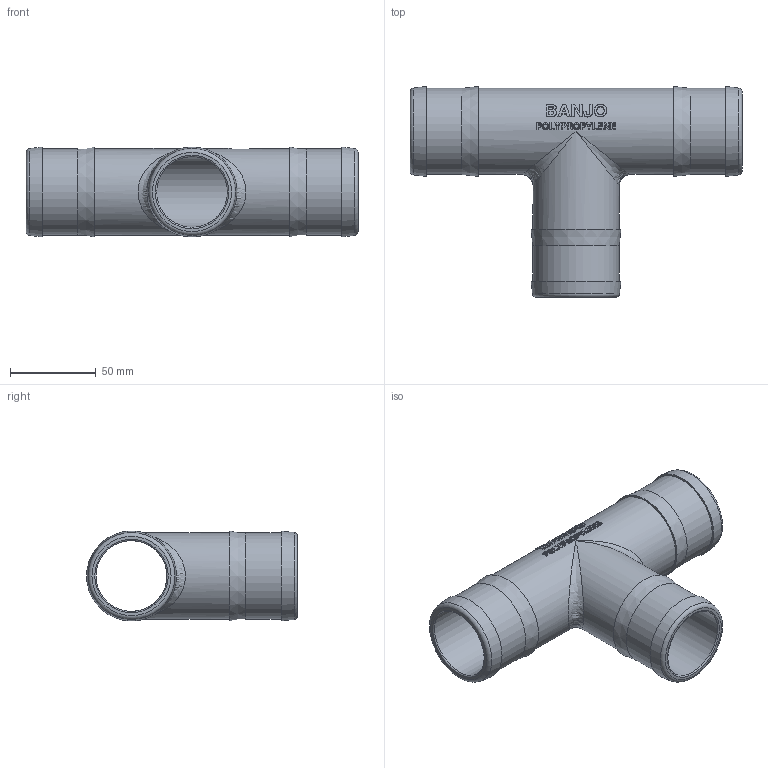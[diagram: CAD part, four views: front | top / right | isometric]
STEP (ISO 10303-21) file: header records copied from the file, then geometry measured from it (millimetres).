
FILE_DESCRIPTION(/* description */ ('2" Hose Barb Tee'),/* implementation_level */ '2;1');
FILE_NAME(/* name */ 'HBT200.stp',/* time_stamp */ '2016-07-19T14:48:02-04:00',/* author */ ('DKemp'),/* organization */ (''),/* preprocessor_version */ 'ST-DEVELOPER v16.1',/* originating_system */ 'Autodesk Inventor 2016',/* authorisation */ '');
FILE_SCHEMA (('AUTOMOTIVE_DESIGN { 1 0 10303 214 3 1 1 }'));
Length unit declared in the file: inch
Products named in the file (1): HBT200
Bounding box: 193.04 x 122.68 x 52.32 mm (x, y, z)
Volume: 171291 mm3; surface area: 77525.7 mm2
Topology: 1 solids, 1 shells, 360 faces, 934 edges, 617 vertices
Faces by surface type: plane 159, bspline 144, cylinder 45, torus 6, cone 6
Full cylindrical faces by diameter (mm): 41.148 x2, 50.038 x5
Entity records: 31121 total; most frequent: CARTESIAN_POINT 23483, ORIENTED_EDGE 1818, DIRECTION 1040, EDGE_CURVE 909, VERTEX_POINT 615, EDGE_LOOP 428, B_SPLINE_CURVE_WITH_KNOTS 409, LINE 394
